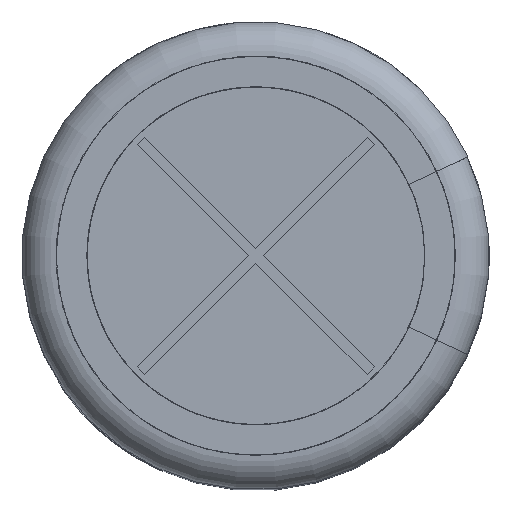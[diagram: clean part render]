
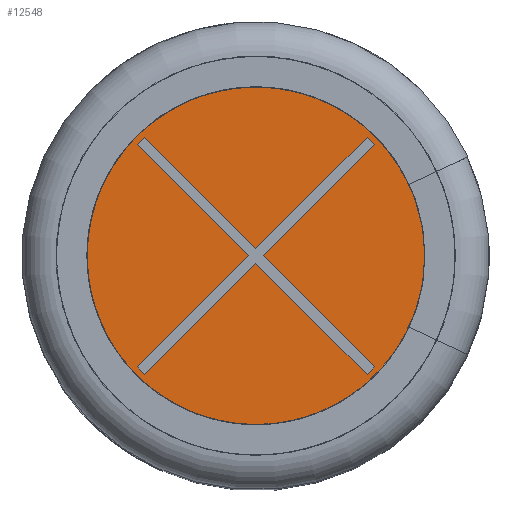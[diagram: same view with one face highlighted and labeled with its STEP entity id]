
A CAD part, top view. The second image highlights one B-rep face of the part: STEP entity #12548.
In plain terms, the highlighted planar face has unit normal (0, 0, 1).
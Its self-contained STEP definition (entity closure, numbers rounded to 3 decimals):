
#1058=LINE('',#24157,#1731);
#1061=LINE('',#24163,#1734);
#1063=LINE('',#24167,#1736);
#1065=LINE('',#24171,#1738);
#1067=LINE('',#24175,#1740);
#1069=LINE('',#24179,#1742);
#1071=LINE('',#24183,#1744);
#1073=LINE('',#24187,#1746);
#1075=LINE('',#24191,#1748);
#1077=LINE('',#24195,#1750);
#1079=LINE('',#24199,#1752);
#1081=LINE('',#24203,#1754);
#1731=VECTOR('',#15705,1000.);
#1734=VECTOR('',#15710,1000.);
#1736=VECTOR('',#15714,1000.);
#1738=VECTOR('',#15718,1000.);
#1740=VECTOR('',#15722,1000.);
#1742=VECTOR('',#15726,1000.);
#1744=VECTOR('',#15730,1000.);
#1746=VECTOR('',#15734,1000.);
#1748=VECTOR('',#15738,1000.);
#1750=VECTOR('',#15742,1000.);
#1752=VECTOR('',#15746,1000.);
#1754=VECTOR('',#15750,1000.);
#4359=ORIENTED_EDGE('',*,*,#5619,.T.);
#4360=ORIENTED_EDGE('',*,*,#5642,.T.);
#4361=ORIENTED_EDGE('',*,*,#5640,.T.);
#4362=ORIENTED_EDGE('',*,*,#5638,.T.);
#4363=ORIENTED_EDGE('',*,*,#5636,.T.);
#4364=ORIENTED_EDGE('',*,*,#5634,.T.);
#4365=ORIENTED_EDGE('',*,*,#5632,.T.);
#4366=ORIENTED_EDGE('',*,*,#5630,.T.);
#4367=ORIENTED_EDGE('',*,*,#5628,.T.);
#4368=ORIENTED_EDGE('',*,*,#5626,.T.);
#4369=ORIENTED_EDGE('',*,*,#5624,.T.);
#4370=ORIENTED_EDGE('',*,*,#5622,.T.);
#4371=ORIENTED_EDGE('',*,*,#5646,.F.);
#5619=EDGE_CURVE('',#6496,#6497,#1058,.T.);
#5622=EDGE_CURVE('',#6498,#6496,#1061,.T.);
#5624=EDGE_CURVE('',#6499,#6498,#1063,.T.);
#5626=EDGE_CURVE('',#6500,#6499,#1065,.T.);
#5628=EDGE_CURVE('',#6501,#6500,#1067,.T.);
#5630=EDGE_CURVE('',#6502,#6501,#1069,.T.);
#5632=EDGE_CURVE('',#6503,#6502,#1071,.T.);
#5634=EDGE_CURVE('',#6504,#6503,#1073,.T.);
#5636=EDGE_CURVE('',#6505,#6504,#1075,.T.);
#5638=EDGE_CURVE('',#6506,#6505,#1077,.T.);
#5640=EDGE_CURVE('',#6507,#6506,#1079,.T.);
#5642=EDGE_CURVE('',#6497,#6507,#1081,.T.);
#5646=EDGE_CURVE('',#6511,#6511,#6820,.T.);
#6496=VERTEX_POINT('',#24158);
#6497=VERTEX_POINT('',#24159);
#6498=VERTEX_POINT('',#24164);
#6499=VERTEX_POINT('',#24168);
#6500=VERTEX_POINT('',#24172);
#6501=VERTEX_POINT('',#24176);
#6502=VERTEX_POINT('',#24180);
#6503=VERTEX_POINT('',#24184);
#6504=VERTEX_POINT('',#24188);
#6505=VERTEX_POINT('',#24192);
#6506=VERTEX_POINT('',#24196);
#6507=VERTEX_POINT('',#24200);
#6511=VERTEX_POINT('',#24214);
#6820=CIRCLE('',#13402,3.413);
#7441=EDGE_LOOP('',(#4359,#4360,#4361,#4362,#4363,#4364,#4365,#4366,#4367,
#4368,#4369,#4370));
#7442=EDGE_LOOP('',(#4371));
#8071=FACE_BOUND('',#7441,.T.);
#8072=FACE_BOUND('',#7442,.T.);
#8406=PLANE('',#13403);
#12548=ADVANCED_FACE('',(#8071,#8072),#8406,.T.);
#13402=AXIS2_PLACEMENT_3D('',#24213,#15763,#15764);
#13403=AXIS2_PLACEMENT_3D('',#24215,#15765,#15766);
#15705=DIRECTION('',(0.707,0.707,0.));
#15710=DIRECTION('',(-0.707,0.707,0.));
#15714=DIRECTION('',(0.707,0.707,0.));
#15718=DIRECTION('',(-0.707,0.707,0.));
#15722=DIRECTION('',(-0.707,-0.707,0.));
#15726=DIRECTION('',(-0.707,0.707,0.));
#15730=DIRECTION('',(-0.707,-0.707,0.));
#15734=DIRECTION('',(0.707,-0.707,0.));
#15738=DIRECTION('',(-0.707,-0.707,0.));
#15742=DIRECTION('',(0.707,-0.707,0.));
#15746=DIRECTION('',(0.707,0.707,0.));
#15750=DIRECTION('',(0.707,-0.707,0.));
#15763=DIRECTION('',(0.,0.,-1.));
#15764=DIRECTION('',(-1.,0.,0.));
#15765=DIRECTION('',(0.,0.,1.));
#15766=DIRECTION('',(1.,0.,0.));
#24157=CARTESIAN_POINT('',(-1.9,2.026,11.28));
#24158=CARTESIAN_POINT('',(-2.026,1.9,11.28));
#24159=CARTESIAN_POINT('',(-1.9,2.026,11.28));
#24163=CARTESIAN_POINT('',(-0.126,0.,11.28));
#24164=CARTESIAN_POINT('',(-0.126,0.,11.28));
#24167=CARTESIAN_POINT('',(-0.126,0.,11.28));
#24168=CARTESIAN_POINT('',(-2.026,-1.9,11.28));
#24171=CARTESIAN_POINT('',(-1.9,-2.026,11.28));
#24172=CARTESIAN_POINT('',(-1.9,-2.026,11.28));
#24175=CARTESIAN_POINT('',(0.,-0.126,11.28));
#24176=CARTESIAN_POINT('',(0.,-0.126,11.28));
#24179=CARTESIAN_POINT('',(0.,-0.126,11.28));
#24180=CARTESIAN_POINT('',(1.9,-2.026,11.28));
#24183=CARTESIAN_POINT('',(2.026,-1.9,11.28));
#24184=CARTESIAN_POINT('',(2.026,-1.9,11.28));
#24187=CARTESIAN_POINT('',(0.126,0.,11.28));
#24188=CARTESIAN_POINT('',(0.126,0.,11.28));
#24191=CARTESIAN_POINT('',(0.126,0.,11.28));
#24192=CARTESIAN_POINT('',(2.026,1.9,11.28));
#24195=CARTESIAN_POINT('',(2.026,1.9,11.28));
#24196=CARTESIAN_POINT('',(1.9,2.026,11.28));
#24199=CARTESIAN_POINT('',(0.,0.126,11.28));
#24200=CARTESIAN_POINT('',(0.,0.126,11.28));
#24203=CARTESIAN_POINT('',(0.,0.126,11.28));
#24213=CARTESIAN_POINT('',(0.,0.,11.28));
#24214=CARTESIAN_POINT('',(-3.413,0.,11.28));
#24215=CARTESIAN_POINT('',(-3.413,0.,11.28));
